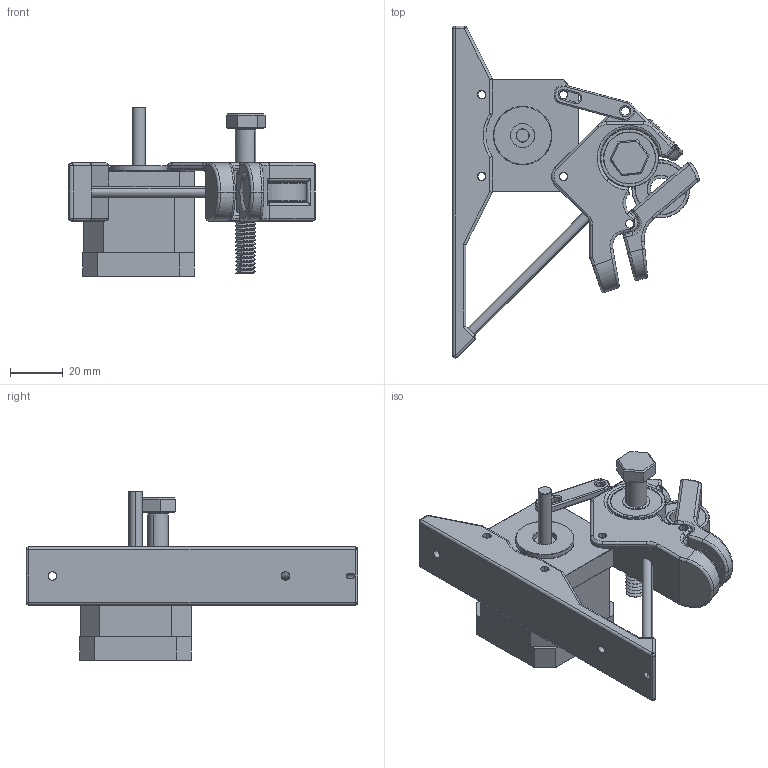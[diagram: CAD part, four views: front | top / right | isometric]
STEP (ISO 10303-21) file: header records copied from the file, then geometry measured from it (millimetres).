
FILE_DESCRIPTION (( 'STEP AP203' ), '1' );
FILE_NAME ('assembled_extruder_hobbed.step', '2016-03-08T04:36:44', ( '' ), ( '' ), 'SwSTEP 2.0', 'SolidWorks 2015', '' );
FILE_SCHEMA (( 'CONFIG_CONTROL_DESIGN' ));
Length unit declared in the file: millimetre
Products named in the file (9): extruder_hobbed_Body; extruder_hobbed_Idler; extruder_hobbed_Mount; extruder_hobbed_Motor Arm; bowden_tube; nema_17_steppermotor; hobbed_bolt_m8; assembled_extruder_hobbed; bearing_22x7
Assembly tree (10 placements, depth 2):
  assembled_extruder_hobbed
    extruder_hobbed_Body
    extruder_hobbed_Idler
    extruder_hobbed_Motor Arm
    nema_17_steppermotor
    extruder_hobbed_Mount
    bowden_tube
    bearing_22x7  x3
    hobbed_bolt_m8
Bounding box: 93.44 x 125.77 x 64 mm (x, y, z)
Volume: 120676.6 mm3; surface area: 40242.1 mm2
Topology: 10 solids, 10 shells, 1200 faces, 2821 edges, 1642 vertices
Faces by surface type: torus 424, plane 344, cylinder 285, cone 87, bspline 38, sphere 22
Entity records: 37594 total; most frequent: CARTESIAN_POINT 9864, DIRECTION 6464, ORIENTED_EDGE 5324, AXIS2_PLACEMENT_3D 2920, EDGE_CURVE 2662, CIRCLE 1813, VERTEX_POINT 1558, EDGE_LOOP 1186
